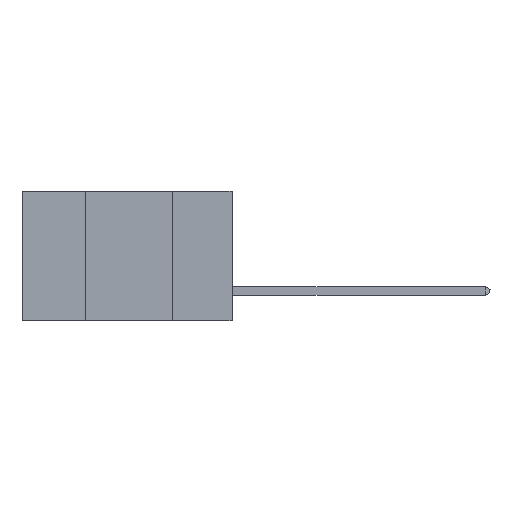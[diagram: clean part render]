
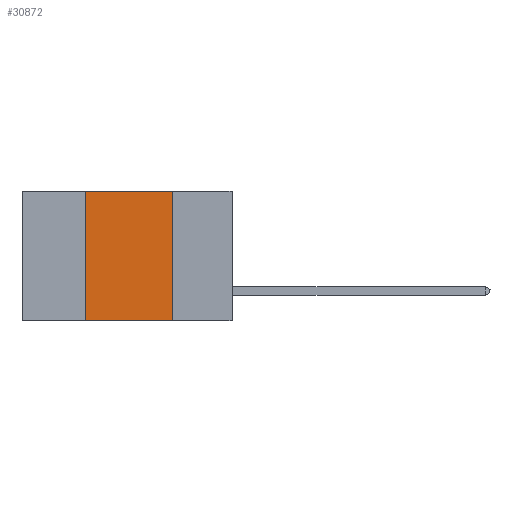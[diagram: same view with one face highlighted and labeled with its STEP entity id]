
A CAD part, left-side view. The second image highlights one B-rep face of the part: STEP entity #30872.
In plain terms, the highlighted planar face has unit normal (-1, 0, 0).
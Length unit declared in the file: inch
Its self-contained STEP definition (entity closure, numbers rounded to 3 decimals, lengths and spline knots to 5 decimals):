
#724 = EDGE_LOOP ( 'NONE', ( #5951, #45116, #40868, #42663 ) ) ;
#2274 = VECTOR ( 'NONE', #12221, 39.37008 ) ;
#4442 = CARTESIAN_POINT ( 'NONE',  ( 0., 0.6, 0. ) ) ;
#4563 = EDGE_CURVE ( 'NONE', #22030, #37122, #33115, .T. ) ;
#5951 = ORIENTED_EDGE ( 'NONE', *, *, #4563, .F. ) ;
#8320 = PLANE ( 'NONE',  #20497 ) ;
#8554 = FACE_OUTER_BOUND ( 'NONE', #724, .T. ) ;
#10935 = DIRECTION ( 'NONE',  ( 0., 0., -1. ) ) ;
#12202 = DIRECTION ( 'NONE',  ( 0., 0., -1. ) ) ;
#12221 = DIRECTION ( 'NONE',  ( 0., -1., 0. ) ) ;
#12362 = DIRECTION ( 'NONE',  ( 1., 0., 0. ) ) ;
#12500 = EDGE_CURVE ( 'NONE', #15333, #35171, #47899, .T. ) ;
#13860 = EDGE_CURVE ( 'NONE', #15333, #37122, #43474, .T. ) ;
#15333 = VERTEX_POINT ( 'NONE', #34489 ) ;
#15617 = VECTOR ( 'NONE', #22056, 39.37008 ) ;
#20497 = AXIS2_PLACEMENT_3D ( 'NONE', #43081, #12362, #12202 ) ;
#21601 = VECTOR ( 'NONE', #10935, 39.37008 ) ;
#22030 = VERTEX_POINT ( 'NONE', #24780 ) ;
#22056 = DIRECTION ( 'NONE',  ( 0., -1., 0. ) ) ;
#22457 = CARTESIAN_POINT ( 'NONE',  ( 0., 0.17, 0. ) ) ;
#24780 = CARTESIAN_POINT ( 'NONE',  ( 0., 0.17, 0. ) ) ;
#26185 = VECTOR ( 'NONE', #37547, 39.37008 ) ;
#30872 = ADVANCED_FACE ( 'NONE', ( #8554 ), #8320, .F. ) ;
#33115 = LINE ( 'NONE', #22457, #21601 ) ;
#34489 = CARTESIAN_POINT ( 'NONE',  ( 0., 0.42, -0.37 ) ) ;
#35171 = VERTEX_POINT ( 'NONE', #40811 ) ;
#37122 = VERTEX_POINT ( 'NONE', #44525 ) ;
#37547 = DIRECTION ( 'NONE',  ( 0., 0., 1. ) ) ;
#38776 = EDGE_CURVE ( 'NONE', #35171, #22030, #43463, .T. ) ;
#40811 = CARTESIAN_POINT ( 'NONE',  ( 0., 0.42, 0. ) ) ;
#40868 = ORIENTED_EDGE ( 'NONE', *, *, #12500, .F. ) ;
#41407 = CARTESIAN_POINT ( 'NONE',  ( 0., 0.6, -0.37 ) ) ;
#42663 = ORIENTED_EDGE ( 'NONE', *, *, #13860, .T. ) ;
#43081 = CARTESIAN_POINT ( 'NONE',  ( 0., 0.6, 0. ) ) ;
#43463 = LINE ( 'NONE', #4442, #2274 ) ;
#43474 = LINE ( 'NONE', #41407, #15617 ) ;
#44525 = CARTESIAN_POINT ( 'NONE',  ( 0., 0.17, -0.37 ) ) ;
#45116 = ORIENTED_EDGE ( 'NONE', *, *, #38776, .F. ) ;
#47899 = LINE ( 'NONE', #48824, #26185 ) ;
#48824 = CARTESIAN_POINT ( 'NONE',  ( 0., 0.42, 0. ) ) ;
